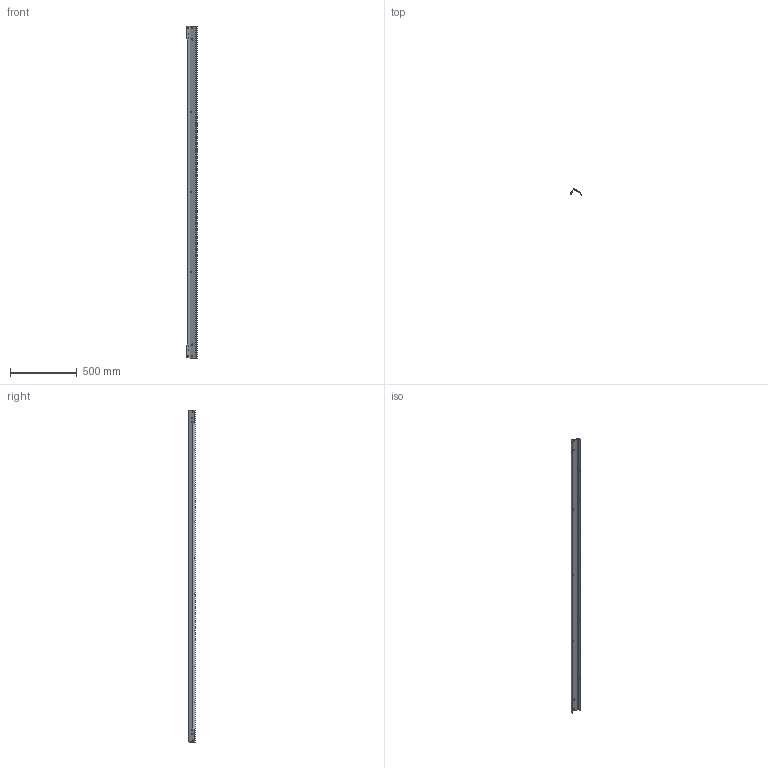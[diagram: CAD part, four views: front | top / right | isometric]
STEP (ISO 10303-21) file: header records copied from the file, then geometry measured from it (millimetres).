
FILE_DESCRIPTION (( 'STEP AP203' ), '1' );
FILE_NAME ('CV02-M-01_REV_.step', '2025-08-17T03:59:48', ( '' ), ( '' ), 'SwSTEP 2.0', 'SolidWorks 2024', '' );
FILE_SCHEMA (( 'CONFIG_CONTROL_DESIGN' ));
Length unit declared in the file: millimetre
Products named in the file (1): CV02-M-01_REV_
Bounding box: 81.96 x 45.81 x 2480 mm (x, y, z)
Volume: 766451.7 mm3; surface area: 528198 mm2
Topology: 1 solids, 1 shells, 82 faces, 224 edges, 144 vertices
Faces by surface type: cylinder 52, plane 30
Entity records: 2785 total; most frequent: DIRECTION 494, CARTESIAN_POINT 451, ORIENTED_EDGE 448, EDGE_CURVE 224, AXIS2_PLACEMENT_3D 187, VERTEX_POINT 144, EDGE_LOOP 124, VECTOR 120
